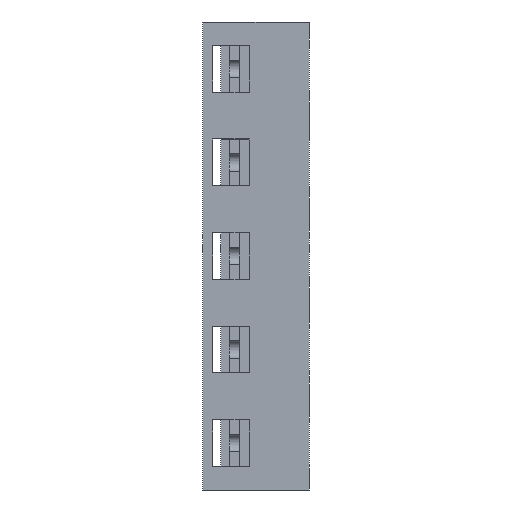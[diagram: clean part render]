
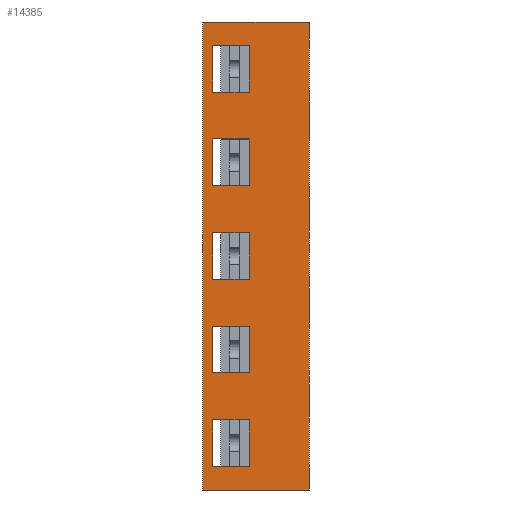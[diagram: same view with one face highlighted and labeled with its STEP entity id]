
A CAD part, left-side view. The second image highlights one B-rep face of the part: STEP entity #14385.
In plain terms, the highlighted planar face has unit normal (-1, 0, 0).
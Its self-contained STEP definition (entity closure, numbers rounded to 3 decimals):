
#17=DIRECTION('',(0.,-1.,0.));
#18=VECTOR('',#17,16.);
#19=CARTESIAN_POINT('',(-17.5,12.5,2016.));
#20=LINE('',#19,#18);
#705=DIRECTION('',(0.,-1.,0.));
#706=VECTOR('',#705,16.);
#707=CARTESIAN_POINT('',(-17.5,12.5,1946.));
#708=LINE('',#707,#706);
#709=DIRECTION('',(0.,0.,1.));
#710=VECTOR('',#709,70.);
#711=CARTESIAN_POINT('',(-17.5,12.5,1946.));
#712=LINE('',#711,#710);
#713=DIRECTION('',(0.,-1.,0.));
#714=VECTOR('',#713,5.5);
#715=CARTESIAN_POINT('',(-17.5,11.,2005.5));
#716=LINE('',#715,#714);
#717=DIRECTION('',(0.,0.,1.));
#718=VECTOR('',#717,7.);
#719=CARTESIAN_POINT('',(-17.5,5.5,2005.5));
#720=LINE('',#719,#718);
#721=DIRECTION('',(0.,1.,0.));
#722=VECTOR('',#721,5.5);
#723=CARTESIAN_POINT('',(-17.5,5.5,2012.5));
#724=LINE('',#723,#722);
#725=DIRECTION('',(0.,0.,-1.));
#726=VECTOR('',#725,7.);
#727=CARTESIAN_POINT('',(-17.5,11.,2012.5));
#728=LINE('',#727,#726);
#729=DIRECTION('',(0.,-1.,0.));
#730=VECTOR('',#729,5.5);
#731=CARTESIAN_POINT('',(-17.5,11.,1991.5));
#732=LINE('',#731,#730);
#733=DIRECTION('',(0.,0.,1.));
#734=VECTOR('',#733,7.);
#735=CARTESIAN_POINT('',(-17.5,5.5,1991.5));
#736=LINE('',#735,#734);
#737=DIRECTION('',(0.,1.,0.));
#738=VECTOR('',#737,5.5);
#739=CARTESIAN_POINT('',(-17.5,5.5,1998.5));
#740=LINE('',#739,#738);
#741=DIRECTION('',(0.,0.,-1.));
#742=VECTOR('',#741,7.);
#743=CARTESIAN_POINT('',(-17.5,11.,1998.5));
#744=LINE('',#743,#742);
#745=DIRECTION('',(0.,-1.,0.));
#746=VECTOR('',#745,5.5);
#747=CARTESIAN_POINT('',(-17.5,11.,1977.5));
#748=LINE('',#747,#746);
#749=DIRECTION('',(0.,0.,1.));
#750=VECTOR('',#749,7.);
#751=CARTESIAN_POINT('',(-17.5,5.5,1977.5));
#752=LINE('',#751,#750);
#753=DIRECTION('',(0.,1.,0.));
#754=VECTOR('',#753,5.5);
#755=CARTESIAN_POINT('',(-17.5,5.5,1984.5));
#756=LINE('',#755,#754);
#757=DIRECTION('',(0.,0.,-1.));
#758=VECTOR('',#757,7.);
#759=CARTESIAN_POINT('',(-17.5,11.,1984.5));
#760=LINE('',#759,#758);
#761=DIRECTION('',(0.,-1.,0.));
#762=VECTOR('',#761,5.5);
#763=CARTESIAN_POINT('',(-17.5,11.,1963.5));
#764=LINE('',#763,#762);
#765=DIRECTION('',(0.,0.,1.));
#766=VECTOR('',#765,7.);
#767=CARTESIAN_POINT('',(-17.5,5.5,1963.5));
#768=LINE('',#767,#766);
#769=DIRECTION('',(0.,1.,0.));
#770=VECTOR('',#769,5.5);
#771=CARTESIAN_POINT('',(-17.5,5.5,1970.5));
#772=LINE('',#771,#770);
#773=DIRECTION('',(0.,0.,-1.));
#774=VECTOR('',#773,7.);
#775=CARTESIAN_POINT('',(-17.5,11.,1970.5));
#776=LINE('',#775,#774);
#777=DIRECTION('',(0.,-1.,0.));
#778=VECTOR('',#777,5.5);
#779=CARTESIAN_POINT('',(-17.5,11.,1949.5));
#780=LINE('',#779,#778);
#781=DIRECTION('',(0.,0.,1.));
#782=VECTOR('',#781,7.);
#783=CARTESIAN_POINT('',(-17.5,5.5,1949.5));
#784=LINE('',#783,#782);
#785=DIRECTION('',(0.,1.,0.));
#786=VECTOR('',#785,5.5);
#787=CARTESIAN_POINT('',(-17.5,5.5,1956.5));
#788=LINE('',#787,#786);
#789=DIRECTION('',(0.,0.,-1.));
#790=VECTOR('',#789,7.);
#791=CARTESIAN_POINT('',(-17.5,11.,1956.5));
#792=LINE('',#791,#790);
#813=DIRECTION('',(0.,0.,1.));
#814=VECTOR('',#813,70.);
#815=CARTESIAN_POINT('',(-17.5,-3.5,1946.));
#816=LINE('',#815,#814);
#11345=CARTESIAN_POINT('',(-17.5,12.5,2016.));
#11346=VERTEX_POINT('',#11345);
#11347=CARTESIAN_POINT('',(-17.5,-3.5,2016.));
#11348=VERTEX_POINT('',#11347);
#11685=CARTESIAN_POINT('',(-17.5,12.5,1946.));
#11686=VERTEX_POINT('',#11685);
#11687=CARTESIAN_POINT('',(-17.5,-3.5,1946.));
#11688=VERTEX_POINT('',#11687);
#11859=CARTESIAN_POINT('',(-17.5,11.,2005.5));
#11860=CARTESIAN_POINT('',(-17.5,5.5,2005.5));
#11861=VERTEX_POINT('',#11859);
#11862=VERTEX_POINT('',#11860);
#11863=CARTESIAN_POINT('',(-17.5,5.5,2012.5));
#11864=VERTEX_POINT('',#11863);
#11865=CARTESIAN_POINT('',(-17.5,11.,2012.5));
#11866=VERTEX_POINT('',#11865);
#11875=CARTESIAN_POINT('',(-17.5,11.,1991.5));
#11876=CARTESIAN_POINT('',(-17.5,5.5,1991.5));
#11877=VERTEX_POINT('',#11875);
#11878=VERTEX_POINT('',#11876);
#11879=CARTESIAN_POINT('',(-17.5,5.5,1998.5));
#11880=VERTEX_POINT('',#11879);
#11881=CARTESIAN_POINT('',(-17.5,11.,1998.5));
#11882=VERTEX_POINT('',#11881);
#11891=CARTESIAN_POINT('',(-17.5,11.,1977.5));
#11892=CARTESIAN_POINT('',(-17.5,5.5,1977.5));
#11893=VERTEX_POINT('',#11891);
#11894=VERTEX_POINT('',#11892);
#11895=CARTESIAN_POINT('',(-17.5,5.5,1984.5));
#11896=VERTEX_POINT('',#11895);
#11897=CARTESIAN_POINT('',(-17.5,11.,1984.5));
#11898=VERTEX_POINT('',#11897);
#11907=CARTESIAN_POINT('',(-17.5,11.,1963.5));
#11908=CARTESIAN_POINT('',(-17.5,5.5,1963.5));
#11909=VERTEX_POINT('',#11907);
#11910=VERTEX_POINT('',#11908);
#11911=CARTESIAN_POINT('',(-17.5,5.5,1970.5));
#11912=VERTEX_POINT('',#11911);
#11913=CARTESIAN_POINT('',(-17.5,11.,1970.5));
#11914=VERTEX_POINT('',#11913);
#11923=CARTESIAN_POINT('',(-17.5,11.,1949.5));
#11924=CARTESIAN_POINT('',(-17.5,5.5,1949.5));
#11925=VERTEX_POINT('',#11923);
#11926=VERTEX_POINT('',#11924);
#11927=CARTESIAN_POINT('',(-17.5,5.5,1956.5));
#11928=VERTEX_POINT('',#11927);
#11929=CARTESIAN_POINT('',(-17.5,11.,1956.5));
#11930=VERTEX_POINT('',#11929);
#14330=CARTESIAN_POINT('',(-17.5,12.5,0.));
#14331=DIRECTION('',(-1.,0.,0.));
#14332=DIRECTION('',(0.,-1.,0.));
#14333=AXIS2_PLACEMENT_3D('',#14330,#14331,#14332);
#14334=PLANE('',#14333);
#14335=ORIENTED_EDGE('',*,*,#14175,.F.);
#14337=ORIENTED_EDGE('',*,*,#14336,.T.);
#14338=ORIENTED_EDGE('',*,*,#13692,.T.);
#14340=ORIENTED_EDGE('',*,*,#14339,.F.);
#14341=EDGE_LOOP('',(#14335,#14337,#14338,#14340));
#14342=FACE_OUTER_BOUND('',#14341,.F.);
#14344=ORIENTED_EDGE('',*,*,#14343,.T.);
#14346=ORIENTED_EDGE('',*,*,#14345,.T.);
#14348=ORIENTED_EDGE('',*,*,#14347,.T.);
#14349=ORIENTED_EDGE('',*,*,#14278,.T.);
#14350=EDGE_LOOP('',(#14344,#14346,#14348,#14349));
#14351=FACE_BOUND('',#14350,.F.);
#14353=ORIENTED_EDGE('',*,*,#14352,.T.);
#14355=ORIENTED_EDGE('',*,*,#14354,.T.);
#14357=ORIENTED_EDGE('',*,*,#14356,.T.);
#14358=ORIENTED_EDGE('',*,*,#14271,.T.);
#14359=EDGE_LOOP('',(#14353,#14355,#14357,#14358));
#14360=FACE_BOUND('',#14359,.F.);
#14362=ORIENTED_EDGE('',*,*,#14361,.T.);
#14364=ORIENTED_EDGE('',*,*,#14363,.T.);
#14366=ORIENTED_EDGE('',*,*,#14365,.T.);
#14367=ORIENTED_EDGE('',*,*,#14264,.T.);
#14368=EDGE_LOOP('',(#14362,#14364,#14366,#14367));
#14369=FACE_BOUND('',#14368,.F.);
#14371=ORIENTED_EDGE('',*,*,#14370,.T.);
#14373=ORIENTED_EDGE('',*,*,#14372,.T.);
#14375=ORIENTED_EDGE('',*,*,#14374,.T.);
#14376=ORIENTED_EDGE('',*,*,#14257,.T.);
#14377=EDGE_LOOP('',(#14371,#14373,#14375,#14376));
#14378=FACE_BOUND('',#14377,.F.);
#14379=ORIENTED_EDGE('',*,*,#14297,.T.);
#14380=ORIENTED_EDGE('',*,*,#14311,.T.);
#14381=ORIENTED_EDGE('',*,*,#14324,.T.);
#14382=ORIENTED_EDGE('',*,*,#14250,.T.);
#14383=EDGE_LOOP('',(#14379,#14380,#14381,#14382));
#14384=FACE_BOUND('',#14383,.F.);
#14385=ADVANCED_FACE('',(#14342,#14351,#14360,#14369,#14378,#14384),#14334,.T.);
#13692=EDGE_CURVE('',#11346,#11348,#20,.T.);
#14175=EDGE_CURVE('',#11686,#11688,#708,.T.);
#14250=EDGE_CURVE('',#11930,#11925,#792,.T.);
#14257=EDGE_CURVE('',#11914,#11909,#776,.T.);
#14264=EDGE_CURVE('',#11898,#11893,#760,.T.);
#14271=EDGE_CURVE('',#11882,#11877,#744,.T.);
#14278=EDGE_CURVE('',#11866,#11861,#728,.T.);
#14297=EDGE_CURVE('',#11925,#11926,#780,.T.);
#14311=EDGE_CURVE('',#11926,#11928,#784,.T.);
#14324=EDGE_CURVE('',#11928,#11930,#788,.T.);
#14336=EDGE_CURVE('',#11686,#11346,#712,.T.);
#14339=EDGE_CURVE('',#11688,#11348,#816,.T.);
#14343=EDGE_CURVE('',#11861,#11862,#716,.T.);
#14345=EDGE_CURVE('',#11862,#11864,#720,.T.);
#14347=EDGE_CURVE('',#11864,#11866,#724,.T.);
#14352=EDGE_CURVE('',#11877,#11878,#732,.T.);
#14354=EDGE_CURVE('',#11878,#11880,#736,.T.);
#14356=EDGE_CURVE('',#11880,#11882,#740,.T.);
#14361=EDGE_CURVE('',#11893,#11894,#748,.T.);
#14363=EDGE_CURVE('',#11894,#11896,#752,.T.);
#14365=EDGE_CURVE('',#11896,#11898,#756,.T.);
#14370=EDGE_CURVE('',#11909,#11910,#764,.T.);
#14372=EDGE_CURVE('',#11910,#11912,#768,.T.);
#14374=EDGE_CURVE('',#11912,#11914,#772,.T.);
